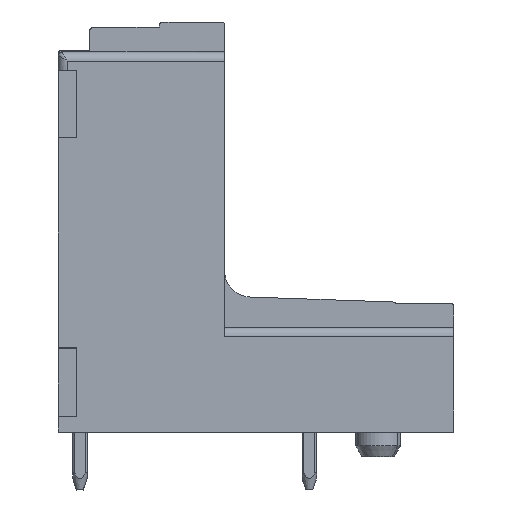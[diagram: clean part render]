
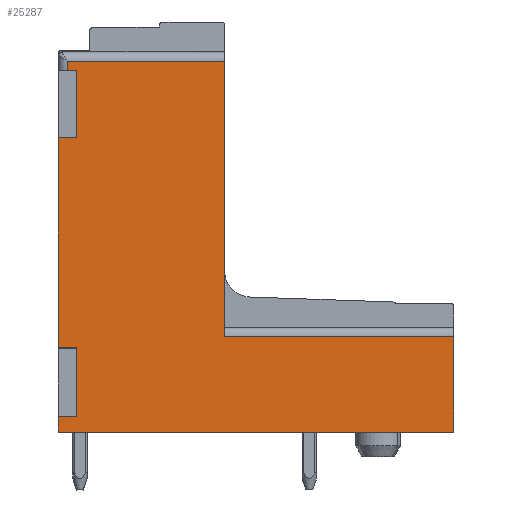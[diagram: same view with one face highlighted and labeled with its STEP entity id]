
A CAD part, left-side view. The second image highlights one B-rep face of the part: STEP entity #25287.
In plain terms, the highlighted planar face has unit normal (-1, 0, 0).
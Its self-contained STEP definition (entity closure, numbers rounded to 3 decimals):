
#25269=AXIS2_PLACEMENT_3D('Plane Axis2P3D',#25266,#25267,#25268) ;
#150=CARTESIAN_POINT('Vertex',(0.,21.9,3.2)) ;
#684=CARTESIAN_POINT('Vertex',(0.,0.,3.2)) ;
#687=CARTESIAN_POINT('Line Origine',(0.,10.95,3.2)) ;
#1024=CARTESIAN_POINT('Line Origine',(0.,21.9,3.635)) ;
#1028=CARTESIAN_POINT('Vertex',(0.,21.9,4.07)) ;
#1098=CARTESIAN_POINT('Vertex',(0.,21.9,7.89)) ;
#1101=CARTESIAN_POINT('Line Origine',(0.,21.9,13.695)) ;
#1105=CARTESIAN_POINT('Vertex',(0.,21.9,19.5)) ;
#2212=CARTESIAN_POINT('Vertex',(0.,12.7,23.74)) ;
#2215=CARTESIAN_POINT('Line Origine',(0.,12.7,16.12)) ;
#2219=CARTESIAN_POINT('Vertex',(0.,12.7,8.5)) ;
#3742=CARTESIAN_POINT('Vertex',(0.,0.,8.5)) ;
#3745=CARTESIAN_POINT('Line Origine',(0.,0.,5.85)) ;
#11719=CARTESIAN_POINT('Vertex',(0.,21.4,23.74)) ;
#20253=CARTESIAN_POINT('Line Origine',(0.,21.4,13.72)) ;
#20257=CARTESIAN_POINT('Vertex',(0.,21.4,23.24)) ;
#20277=CARTESIAN_POINT('Line Origine',(0.,10.95,23.74)) ;
#20289=CARTESIAN_POINT('Line Origine',(0.,21.4,4.07)) ;
#20293=CARTESIAN_POINT('Vertex',(0.,20.9,4.07)) ;
#20311=CARTESIAN_POINT('Line Origine',(0.,20.9,5.98)) ;
#20315=CARTESIAN_POINT('Vertex',(0.,20.9,7.89)) ;
#20330=CARTESIAN_POINT('Line Origine',(0.,21.4,7.89)) ;
#20342=CARTESIAN_POINT('Line Origine',(0.,21.4,19.5)) ;
#20346=CARTESIAN_POINT('Vertex',(0.,20.9,19.5)) ;
#20364=CARTESIAN_POINT('Line Origine',(0.,20.9,21.37)) ;
#20368=CARTESIAN_POINT('Vertex',(0.,20.9,23.24)) ;
#20383=CARTESIAN_POINT('Line Origine',(0.,21.15,23.24)) ;
#24851=CARTESIAN_POINT('Line Origine',(0.,10.95,8.5)) ;
#25266=CARTESIAN_POINT('Axis2P3D Location',(0.,0.,0.)) ;
#688=DIRECTION('Vector Direction',(0.,1.,0.)) ;
#1025=DIRECTION('Vector Direction',(0.,0.,1.)) ;
#1102=DIRECTION('Vector Direction',(0.,0.,1.)) ;
#2216=DIRECTION('Vector Direction',(0.,0.,-1.)) ;
#3746=DIRECTION('Vector Direction',(0.,0.,-1.)) ;
#20254=DIRECTION('Vector Direction',(0.,0.,-1.)) ;
#20278=DIRECTION('Vector Direction',(0.,-1.,0.)) ;
#20290=DIRECTION('Vector Direction',(0.,-1.,0.)) ;
#20312=DIRECTION('Vector Direction',(0.,0.,-1.)) ;
#20331=DIRECTION('Vector Direction',(0.,1.,0.)) ;
#20343=DIRECTION('Vector Direction',(0.,-1.,0.)) ;
#20365=DIRECTION('Vector Direction',(0.,0.,-1.)) ;
#20384=DIRECTION('Vector Direction',(0.,1.,0.)) ;
#24852=DIRECTION('Vector Direction',(0.,-1.,0.)) ;
#25267=DIRECTION('Axis2P3D Direction',(-1.,0.,0.)) ;
#25268=DIRECTION('Axis2P3D XDirection',(0.,-1.,0.)) ;
#689=VECTOR('Line Direction',#688,1.) ;
#1026=VECTOR('Line Direction',#1025,1.) ;
#1103=VECTOR('Line Direction',#1102,1.) ;
#2217=VECTOR('Line Direction',#2216,1.) ;
#3747=VECTOR('Line Direction',#3746,1.) ;
#20255=VECTOR('Line Direction',#20254,1.) ;
#20279=VECTOR('Line Direction',#20278,1.) ;
#20291=VECTOR('Line Direction',#20290,1.) ;
#20313=VECTOR('Line Direction',#20312,1.) ;
#20332=VECTOR('Line Direction',#20331,1.) ;
#20344=VECTOR('Line Direction',#20343,1.) ;
#20366=VECTOR('Line Direction',#20365,1.) ;
#20385=VECTOR('Line Direction',#20384,1.) ;
#24853=VECTOR('Line Direction',#24852,1.) ;
#25272=ORIENTED_EDGE('',*,*,#20387,.T.) ;
#25273=ORIENTED_EDGE('',*,*,#20370,.T.) ;
#25274=ORIENTED_EDGE('',*,*,#20348,.T.) ;
#25275=ORIENTED_EDGE('',*,*,#1107,.T.) ;
#25276=ORIENTED_EDGE('',*,*,#20334,.T.) ;
#25277=ORIENTED_EDGE('',*,*,#20317,.T.) ;
#25278=ORIENTED_EDGE('',*,*,#20295,.T.) ;
#25279=ORIENTED_EDGE('',*,*,#1030,.T.) ;
#25280=ORIENTED_EDGE('',*,*,#691,.T.) ;
#25281=ORIENTED_EDGE('',*,*,#3749,.T.) ;
#25282=ORIENTED_EDGE('',*,*,#24855,.T.) ;
#25283=ORIENTED_EDGE('',*,*,#2221,.F.) ;
#25284=ORIENTED_EDGE('',*,*,#20281,.T.) ;
#25285=ORIENTED_EDGE('',*,*,#20259,.T.) ;
#25287=ADVANCED_FACE('HOUSING',(#25286),#25270,.T.) ;
#691=EDGE_CURVE('',#151,#685,#690,.F.) ;
#1030=EDGE_CURVE('',#1029,#151,#1027,.F.) ;
#1107=EDGE_CURVE('',#1106,#1099,#1104,.F.) ;
#2221=EDGE_CURVE('',#2213,#2220,#2218,.T.) ;
#3749=EDGE_CURVE('',#685,#3743,#3748,.F.) ;
#20259=EDGE_CURVE('',#11720,#20258,#20256,.T.) ;
#20281=EDGE_CURVE('',#2213,#11720,#20280,.F.) ;
#20295=EDGE_CURVE('',#20294,#1029,#20292,.F.) ;
#20317=EDGE_CURVE('',#20316,#20294,#20314,.T.) ;
#20334=EDGE_CURVE('',#1099,#20316,#20333,.F.) ;
#20348=EDGE_CURVE('',#20347,#1106,#20345,.F.) ;
#20370=EDGE_CURVE('',#20369,#20347,#20367,.T.) ;
#20387=EDGE_CURVE('',#20258,#20369,#20386,.F.) ;
#24855=EDGE_CURVE('',#3743,#2220,#24854,.F.) ;
#25271=EDGE_LOOP('',(#25272,#25273,#25274,#25275,#25276,#25277,#25278,#25279,#25280,#25281,#25282,#25283,#25284,#25285)) ;
#25286=FACE_OUTER_BOUND('',#25271,.T.) ;
#690=LINE('Line',#687,#689) ;
#1027=LINE('Line',#1024,#1026) ;
#1104=LINE('Line',#1101,#1103) ;
#2218=LINE('Line',#2215,#2217) ;
#3748=LINE('Line',#3745,#3747) ;
#20256=LINE('Line',#20253,#20255) ;
#20280=LINE('Line',#20277,#20279) ;
#20292=LINE('Line',#20289,#20291) ;
#20314=LINE('Line',#20311,#20313) ;
#20333=LINE('Line',#20330,#20332) ;
#20345=LINE('Line',#20342,#20344) ;
#20367=LINE('Line',#20364,#20366) ;
#20386=LINE('Line',#20383,#20385) ;
#24854=LINE('Line',#24851,#24853) ;
#25270=PLANE('',#25269) ;
#151=VERTEX_POINT('',#150) ;
#685=VERTEX_POINT('',#684) ;
#1029=VERTEX_POINT('',#1028) ;
#1099=VERTEX_POINT('',#1098) ;
#1106=VERTEX_POINT('',#1105) ;
#2213=VERTEX_POINT('',#2212) ;
#2220=VERTEX_POINT('',#2219) ;
#3743=VERTEX_POINT('',#3742) ;
#11720=VERTEX_POINT('',#11719) ;
#20258=VERTEX_POINT('',#20257) ;
#20294=VERTEX_POINT('',#20293) ;
#20316=VERTEX_POINT('',#20315) ;
#20347=VERTEX_POINT('',#20346) ;
#20369=VERTEX_POINT('',#20368) ;
